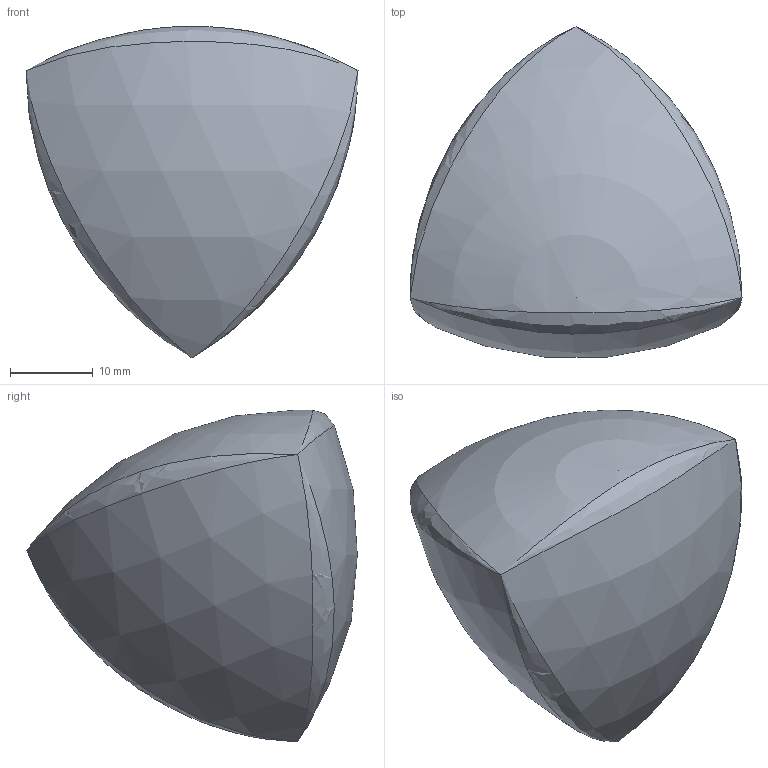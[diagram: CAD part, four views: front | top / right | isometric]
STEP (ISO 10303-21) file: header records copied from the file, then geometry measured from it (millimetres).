
FILE_DESCRIPTION(/* description */ (''),/* implementation_level */ '2;1');
FILE_NAME(/* name */ 'tetra.stp',/* time_stamp */ '2017-04-24T15:13:16+02:00',/* author */ (''),/* organization */ (''),/* preprocessor_version */ 'ST-DEVELOPER v16.13',/* originating_system */ 'Autodesk Translation Framework v6.1.1.50',/* authorisation */ '');
FILE_SCHEMA (('AUTOMOTIVE_DESIGN { 1 0 10303 214 3 1 1 }'));
Length unit declared in the file: millimetre
Products named in the file (1): tetra
Bounding box: 40 x 39.83 x 40 mm (x, y, z)
Volume: 26951.3 mm3; surface area: 4703.2 mm2
Topology: 1 solids, 1 shells, 10 faces, 28 edges, 6 vertices
Faces by surface type: bspline 6, sphere 4
Entity records: 557 total; most frequent: CARTESIAN_POINT 424, ORIENTED_EDGE 24, B_SPLINE_CURVE_WITH_KNOTS 12, EDGE_CURVE 12, FACE_OUTER_BOUND 10, EDGE_LOOP 10, ADVANCED_FACE 10, DIRECTION 10
